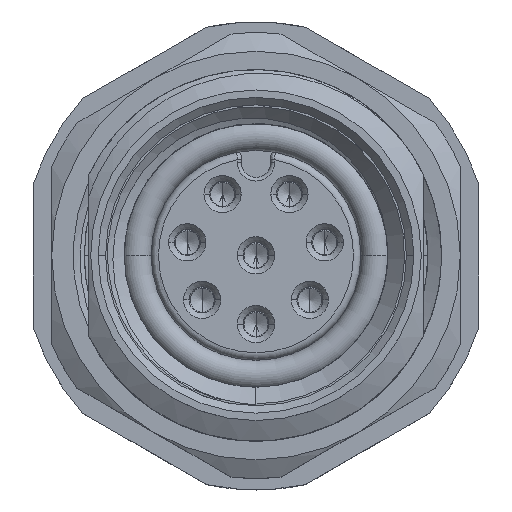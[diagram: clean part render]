
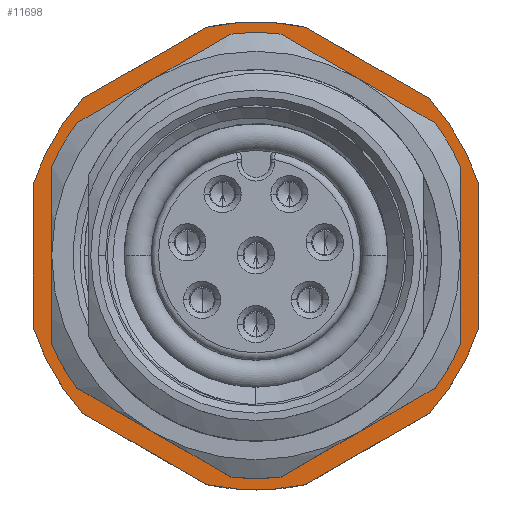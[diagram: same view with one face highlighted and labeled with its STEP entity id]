
A CAD part, top view. The second image highlights one B-rep face of the part: STEP entity #11698.
In plain terms, the highlighted planar face has unit normal (0, 0, 1).
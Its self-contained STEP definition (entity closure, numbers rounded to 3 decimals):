
#6243=CARTESIAN_POINT('',(0.,0.,-3.8));
#6244=DIRECTION('',(0.,0.,-1.));
#6245=DIRECTION('',(-0.212,0.977,0.));
#6246=AXIS2_PLACEMENT_3D('',#6243,#6244,#6245);
#6248=DIRECTION('',(0.866,-0.5,0.));
#6249=VECTOR('',#6248,3.842);
#6250=CARTESIAN_POINT('',(1.336,6.157,-3.8));
#6251=LINE('',#6250,#6249);
#6252=CARTESIAN_POINT('',(0.,0.,-3.8));
#6253=DIRECTION('',(0.,0.,-1.));
#6254=DIRECTION('',(0.74,0.672,0.));
#6255=AXIS2_PLACEMENT_3D('',#6252,#6253,#6254);
#6257=DIRECTION('',(0.,-1.,0.));
#6258=VECTOR('',#6257,3.842);
#6259=CARTESIAN_POINT('',(6.,1.921,-3.8));
#6260=LINE('',#6259,#6258);
#6261=CARTESIAN_POINT('',(0.,0.,-3.8));
#6262=DIRECTION('',(0.,0.,-1.));
#6263=DIRECTION('',(0.952,-0.305,0.));
#6264=AXIS2_PLACEMENT_3D('',#6261,#6262,#6263);
#6266=DIRECTION('',(-0.866,-0.5,0.));
#6267=VECTOR('',#6266,3.842);
#6268=CARTESIAN_POINT('',(4.664,-4.236,-3.8));
#6269=LINE('',#6268,#6267);
#6270=CARTESIAN_POINT('',(0.,0.,-3.8));
#6271=DIRECTION('',(0.,0.,-1.));
#6272=DIRECTION('',(0.212,-0.977,0.));
#6273=AXIS2_PLACEMENT_3D('',#6270,#6271,#6272);
#6275=DIRECTION('',(-0.866,0.5,0.));
#6276=VECTOR('',#6275,3.842);
#6277=CARTESIAN_POINT('',(-1.336,-6.157,-3.8));
#6278=LINE('',#6277,#6276);
#6279=CARTESIAN_POINT('',(0.,0.,-3.8));
#6280=DIRECTION('',(0.,0.,-1.));
#6281=DIRECTION('',(-0.74,-0.672,0.));
#6282=AXIS2_PLACEMENT_3D('',#6279,#6280,#6281);
#6284=DIRECTION('',(0.,1.,0.));
#6285=VECTOR('',#6284,3.842);
#6286=CARTESIAN_POINT('',(-6.,-1.921,-3.8));
#6287=LINE('',#6286,#6285);
#6288=CARTESIAN_POINT('',(0.,0.,-3.8));
#6289=DIRECTION('',(0.,0.,-1.));
#6290=DIRECTION('',(-0.952,0.305,0.));
#6291=AXIS2_PLACEMENT_3D('',#6288,#6289,#6290);
#6293=DIRECTION('',(0.866,0.5,0.));
#6294=VECTOR('',#6293,3.842);
#6295=CARTESIAN_POINT('',(-4.664,4.236,-3.8));
#6296=LINE('',#6295,#6294);
#6297=CARTESIAN_POINT('',(0.,0.,-3.8));
#6298=DIRECTION('',(0.,0.,1.));
#6299=DIRECTION('',(-1.,0.,0.));
#6300=AXIS2_PLACEMENT_3D('',#6297,#6298,#6299);
#6302=CARTESIAN_POINT('',(0.,0.,-3.8));
#6303=DIRECTION('',(0.,0.,1.));
#6304=DIRECTION('',(1.,0.,0.));
#6305=AXIS2_PLACEMENT_3D('',#6302,#6303,#6304);
#10447=CARTESIAN_POINT('',(-1.336,6.157,-3.8));
#10448=CARTESIAN_POINT('',(1.336,6.157,-3.8));
#10449=VERTEX_POINT('',#10447);
#10450=VERTEX_POINT('',#10448);
#10451=CARTESIAN_POINT('',(4.664,4.236,-3.8));
#10452=VERTEX_POINT('',#10451);
#10453=CARTESIAN_POINT('',(6.,1.921,-3.8));
#10454=VERTEX_POINT('',#10453);
#10455=CARTESIAN_POINT('',(6.,-1.921,-3.8));
#10456=VERTEX_POINT('',#10455);
#10457=CARTESIAN_POINT('',(4.664,-4.236,-3.8));
#10458=VERTEX_POINT('',#10457);
#10459=CARTESIAN_POINT('',(1.336,-6.157,-3.8));
#10460=VERTEX_POINT('',#10459);
#10461=CARTESIAN_POINT('',(-1.336,-6.157,-3.8));
#10462=VERTEX_POINT('',#10461);
#10463=CARTESIAN_POINT('',(-4.664,-4.236,-3.8));
#10464=VERTEX_POINT('',#10463);
#10465=CARTESIAN_POINT('',(-6.,-1.921,-3.8));
#10466=VERTEX_POINT('',#10465);
#10467=CARTESIAN_POINT('',(-6.,1.921,-3.8));
#10468=VERTEX_POINT('',#10467);
#10469=CARTESIAN_POINT('',(-4.664,4.236,-3.8));
#10470=VERTEX_POINT('',#10469);
#10487=CARTESIAN_POINT('',(-4.7,0.,-3.8));
#10488=CARTESIAN_POINT('',(4.7,0.,-3.8));
#10489=VERTEX_POINT('',#10487);
#10490=VERTEX_POINT('',#10488);
#11661=CARTESIAN_POINT('',(0.,0.,-3.8));
#11662=DIRECTION('',(0.,0.,-1.));
#11663=DIRECTION('',(-1.,0.,0.));
#11664=AXIS2_PLACEMENT_3D('',#11661,#11662,#11663);
#11665=PLANE('',#11664);
#11667=ORIENTED_EDGE('',*,*,#11666,.T.);
#11669=ORIENTED_EDGE('',*,*,#11668,.T.);
#11671=ORIENTED_EDGE('',*,*,#11670,.T.);
#11673=ORIENTED_EDGE('',*,*,#11672,.T.);
#11675=ORIENTED_EDGE('',*,*,#11674,.T.);
#11677=ORIENTED_EDGE('',*,*,#11676,.T.);
#11679=ORIENTED_EDGE('',*,*,#11678,.T.);
#11681=ORIENTED_EDGE('',*,*,#11680,.T.);
#11683=ORIENTED_EDGE('',*,*,#11682,.T.);
#11685=ORIENTED_EDGE('',*,*,#11684,.T.);
#11687=ORIENTED_EDGE('',*,*,#11686,.T.);
#11689=ORIENTED_EDGE('',*,*,#11688,.T.);
#11690=EDGE_LOOP('',(#11667,#11669,#11671,#11673,#11675,#11677,#11679,#11681,
#11683,#11685,#11687,#11689));
#11691=FACE_OUTER_BOUND('',#11690,.F.);
#11693=ORIENTED_EDGE('',*,*,#11692,.T.);
#11695=ORIENTED_EDGE('',*,*,#11694,.T.);
#11696=EDGE_LOOP('',(#11693,#11695));
#11697=FACE_BOUND('',#11696,.F.);
#6247=CIRCLE('',#6246,6.3);
#6256=CIRCLE('',#6255,6.3);
#6265=CIRCLE('',#6264,6.3);
#6274=CIRCLE('',#6273,6.3);
#6283=CIRCLE('',#6282,6.3);
#6292=CIRCLE('',#6291,6.3);
#6301=CIRCLE('',#6300,4.7);
#6306=CIRCLE('',#6305,4.7);
#11666=EDGE_CURVE('',#10449,#10450,#6247,.T.);
#11668=EDGE_CURVE('',#10450,#10452,#6251,.T.);
#11670=EDGE_CURVE('',#10452,#10454,#6256,.T.);
#11672=EDGE_CURVE('',#10454,#10456,#6260,.T.);
#11674=EDGE_CURVE('',#10456,#10458,#6265,.T.);
#11676=EDGE_CURVE('',#10458,#10460,#6269,.T.);
#11678=EDGE_CURVE('',#10460,#10462,#6274,.T.);
#11680=EDGE_CURVE('',#10462,#10464,#6278,.T.);
#11682=EDGE_CURVE('',#10464,#10466,#6283,.T.);
#11684=EDGE_CURVE('',#10466,#10468,#6287,.T.);
#11686=EDGE_CURVE('',#10468,#10470,#6292,.T.);
#11688=EDGE_CURVE('',#10470,#10449,#6296,.T.);
#11692=EDGE_CURVE('',#10489,#10490,#6301,.T.);
#11694=EDGE_CURVE('',#10490,#10489,#6306,.T.);
#11698=ADVANCED_FACE('',(#11691,#11697),#11665,.F.);
